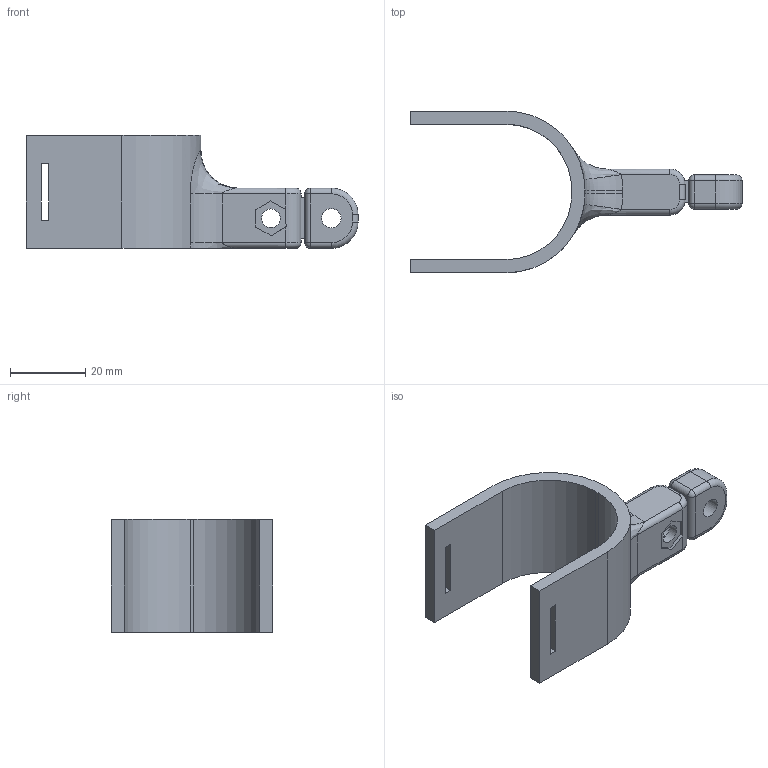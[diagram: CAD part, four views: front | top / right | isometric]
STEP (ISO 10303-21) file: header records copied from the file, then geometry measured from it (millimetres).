
FILE_DESCRIPTION(/* description */ (''),/* implementation_level */ '2;1');
FILE_NAME(/* name */ 'C7 Bike Mount (v10~recovered).step',/* time_stamp */ '2022-09-30T09:41:55-04:00',/* author */ (''),/* organization */ (''),/* preprocessor_version */ 'ST-DEVELOPER v19',/* originating_system */ 'Autodesk Translation Framework v11.7.0.108',/* authorisation */ '');
FILE_SCHEMA (('AUTOMOTIVE_DESIGN { 1 0 10303 214 3 1 1 }'));
Length unit declared in the file: millimetre
Products named in the file (3): C7 Bike Mount (v10~recovered); 30mm wide; Bowflex C7
Assembly tree (2 placements, depth 2):
  C7 Bike Mount (v10~recovered)
    30mm wide
    Bowflex C7
Bounding box: 88.25 x 43 x 30.04 mm (x, y, z)
Volume: 18055.7 mm3; surface area: 12106.4 mm2
Topology: 2 solids, 2 shells, 102 faces, 255 edges, 158 vertices
Faces by surface type: plane 50, cylinder 34, torus 10, bspline 4, sphere 4
Full cylindrical faces by diameter (mm): 5 x2, 5.15 x1
Entity records: 3439 total; most frequent: CARTESIAN_POINT 861, DIRECTION 537, ORIENTED_EDGE 510, EDGE_CURVE 255, AXIS2_PLACEMENT_3D 189, LINE 159, VECTOR 159, VERTEX_POINT 158
